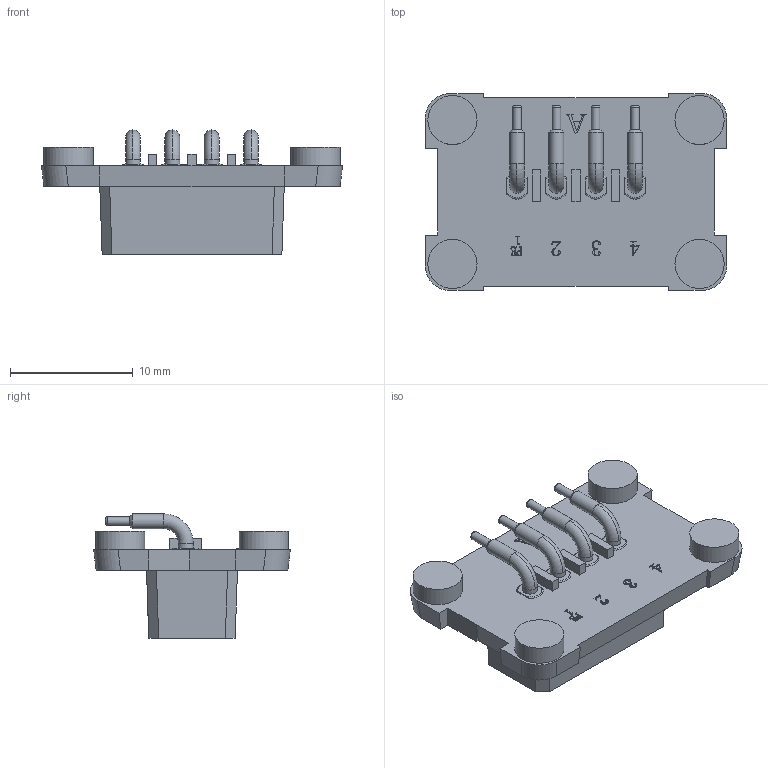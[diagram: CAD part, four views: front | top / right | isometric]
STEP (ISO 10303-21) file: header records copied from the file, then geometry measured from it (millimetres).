
FILE_DESCRIPTION( ('This file contains a STEP AP42 implementation' ,'as created by ZW3D STEP Interface translator.') ,'2;1' );
FILE_NAME( 'MJE04P-3204RXX01(W).stp' ,'231223.134916', (''), ('ZWCAD Software Co.'), 'Version 1.0', 'ZW3D to STEP translator', '' );
FILE_SCHEMA(('AUTOMOTIVE_DESIGN { 1 0 10303 214 1 1 1 1 }'));
Length unit declared in the file: millimetre
Products named in the file (2): 0; 啣傷
Bounding box: 24.5 x 16 x 10.1 mm (x, y, z)
Volume: 811.6 mm3; surface area: 1714.7 mm2
Topology: 1 solids, 5 shells, 616 faces, 1634 edges, 1077 vertices
Faces by surface type: plane 386, bspline 151, cylinder 47, torus 24, cone 8
Full cylindrical faces by diameter (mm): 0.7 x4, 1.2 x12, 1.25 x8, 2.5 x4, 4 x4
Entity records: 20449 total; most frequent: CARTESIAN_POINT 5389, ORIENTED_EDGE 3260, DIRECTION 2420, EDGE_CURVE 1630, VECTOR 1164, LINE 1164, VERTEX_POINT 1073, EDGE_LOOP 673
